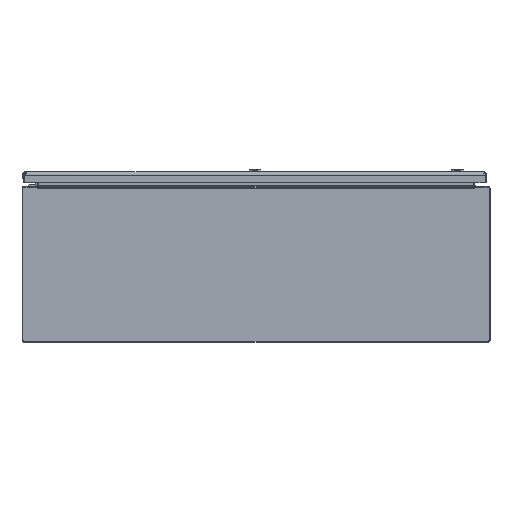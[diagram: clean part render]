
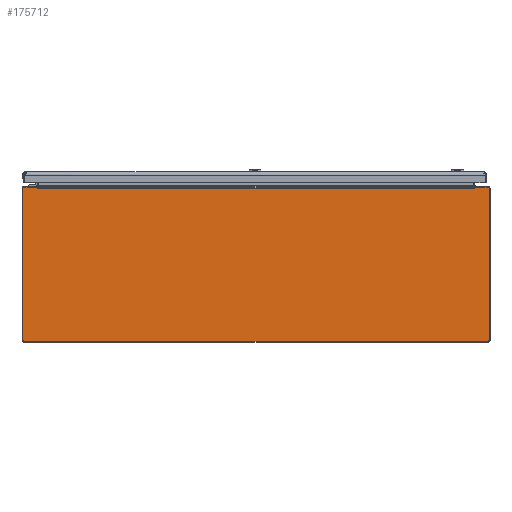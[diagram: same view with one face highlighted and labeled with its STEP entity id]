
A CAD part, front view. The second image highlights one B-rep face of the part: STEP entity #175712.
In plain terms, the highlighted planar face has unit normal (0, -1, 0).
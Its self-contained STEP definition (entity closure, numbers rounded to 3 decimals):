
#833 = VERTEX_POINT ( 'NONE', #154974 ) ;
#2204 = AXIS2_PLACEMENT_3D ( 'NONE', #57451, #43587, #133565 ) ;
#7929 = DIRECTION ( 'NONE',  ( 0., -1., 0. ) ) ;
#7943 = DIRECTION ( 'NONE',  ( 0., -1., 0. ) ) ;
#9485 = CARTESIAN_POINT ( 'NONE',  ( -16.828, -30., 5.937 ) ) ;
#13120 = VERTEX_POINT ( 'NONE', #176350 ) ;
#14203 = EDGE_CURVE ( 'NONE', #46717, #125439, #167155, .T. ) ;
#14526 = DIRECTION ( 'NONE',  ( 0., 0., -1. ) ) ;
#18162 = DIRECTION ( 'NONE',  ( 0., 0., 1. ) ) ;
#20111 = DIRECTION ( 'NONE',  ( -1., 0., 0. ) ) ;
#20436 = LINE ( 'NONE', #82724, #84689 ) ;
#22071 = LINE ( 'NONE', #84329, #65090 ) ;
#27068 = CIRCLE ( 'NONE', #2204, 0.08 ) ;
#31652 = CARTESIAN_POINT ( 'NONE',  ( 0., -30., 5.855 ) ) ;
#32122 = ORIENTED_EDGE ( 'NONE', *, *, #161291, .T. ) ;
#33130 = VERTEX_POINT ( 'NONE', #130253 ) ;
#33626 = EDGE_CURVE ( 'NONE', #60898, #46717, #22071, .T. ) ;
#34705 = CARTESIAN_POINT ( 'NONE',  ( 0., -30., 0. ) ) ;
#35277 = EDGE_LOOP ( 'NONE', ( #114794, #158569, #70334, #86518, #145472, #101202, #86159, #175441, #155291, #32122, #43038, #180814, #100885, #155599 ) ) ;
#36944 = EDGE_CURVE ( 'NONE', #153893, #833, #106719, .T. ) ;
#38595 = DIRECTION ( 'NONE',  ( 0., 0., -1. ) ) ;
#43038 = ORIENTED_EDGE ( 'NONE', *, *, #33626, .T. ) ;
#43587 = DIRECTION ( 'NONE',  ( 0., -1., 0. ) ) ;
#46717 = VERTEX_POINT ( 'NONE', #72457 ) ;
#50187 = EDGE_CURVE ( 'NONE', #93011, #78100, #27068, .T. ) ;
#53628 = EDGE_CURVE ( 'NONE', #195408, #153893, #20436, .T. ) ;
#55831 = CARTESIAN_POINT ( 'NONE',  ( 16.828, -30., 5.937 ) ) ;
#57451 = CARTESIAN_POINT ( 'NONE',  ( -17.857, -30., 5.857 ) ) ;
#58336 = DIRECTION ( 'NONE',  ( -0.174, 0., -0.985 ) ) ;
#59474 = EDGE_CURVE ( 'NONE', #160300, #13120, #127415, .T. ) ;
#60898 = VERTEX_POINT ( 'NONE', #83112 ) ;
#61741 = LINE ( 'NONE', #122038, #135582 ) ;
#64430 = CARTESIAN_POINT ( 'NONE',  ( 0., -30., 5.937 ) ) ;
#65090 = VECTOR ( 'NONE', #20111, 39.37 ) ;
#66345 = DIRECTION ( 'NONE',  ( 0., 0., -1. ) ) ;
#67101 = LINE ( 'NONE', #183845, #102170 ) ;
#70334 = ORIENTED_EDGE ( 'NONE', *, *, #105132, .T. ) ;
#70347 = EDGE_CURVE ( 'NONE', #33130, #158987, #61741, .T. ) ;
#70376 = AXIS2_PLACEMENT_3D ( 'NONE', #173316, #70385, #171355 ) ;
#70385 = DIRECTION ( 'NONE',  ( 0., -1., 0. ) ) ;
#72457 = CARTESIAN_POINT ( 'NONE',  ( 16.798, -30., 5.855 ) ) ;
#72981 = DIRECTION ( 'NONE',  ( 0., 0., -1. ) ) ;
#78100 = VERTEX_POINT ( 'NONE', #106664 ) ;
#79227 = FACE_OUTER_BOUND ( 'NONE', #35277, .T. ) ;
#82724 = CARTESIAN_POINT ( 'NONE',  ( 0., -30., -5.937 ) ) ;
#83112 = CARTESIAN_POINT ( 'NONE',  ( 16.814, -30., 5.855 ) ) ;
#84329 = CARTESIAN_POINT ( 'NONE',  ( 16.806, -30., 5.855 ) ) ;
#84689 = VECTOR ( 'NONE', #156918, 39.37 ) ;
#86159 = ORIENTED_EDGE ( 'NONE', *, *, #135171, .T. ) ;
#86518 = ORIENTED_EDGE ( 'NONE', *, *, #174562, .T. ) ;
#89343 = VECTOR ( 'NONE', #128324, 39.37 ) ;
#89698 = LINE ( 'NONE', #150018, #104241 ) ;
#91979 = DIRECTION ( 'NONE',  ( -1., 0., 0. ) ) ;
#93011 = VERTEX_POINT ( 'NONE', #186004 ) ;
#100885 = ORIENTED_EDGE ( 'NONE', *, *, #147287, .T. ) ;
#101202 = ORIENTED_EDGE ( 'NONE', *, *, #36944, .T. ) ;
#102170 = VECTOR ( 'NONE', #170004, 39.37 ) ;
#103801 = LINE ( 'NONE', #164128, #135819 ) ;
#104241 = VECTOR ( 'NONE', #14526, 39.37 ) ;
#105132 = EDGE_CURVE ( 'NONE', #78100, #187072, #89698, .T. ) ;
#106664 = CARTESIAN_POINT ( 'NONE',  ( -17.937, -30., 5.857 ) ) ;
#106719 = CIRCLE ( 'NONE', #166709, 0.08 ) ;
#109858 = PLANE ( 'NONE',  #146366 ) ;
#114163 = CARTESIAN_POINT ( 'NONE',  ( -16.798, -30., 5.855 ) ) ;
#114238 = VECTOR ( 'NONE', #91979, 39.37 ) ;
#114794 = ORIENTED_EDGE ( 'NONE', *, *, #171791, .T. ) ;
#115431 = CARTESIAN_POINT ( 'NONE',  ( 0., -30., 5.937 ) ) ;
#115526 = DIRECTION ( 'NONE',  ( 0., -1., 0. ) ) ;
#116322 = EDGE_CURVE ( 'NONE', #13120, #119158, #152444, .T. ) ;
#119158 = VERTEX_POINT ( 'NONE', #55831 ) ;
#122038 = CARTESIAN_POINT ( 'NONE',  ( -16.814, -30., 5.855 ) ) ;
#122924 = CARTESIAN_POINT ( 'NONE',  ( -17.937, -30., -5.857 ) ) ;
#125439 = VERTEX_POINT ( 'NONE', #114163 ) ;
#127415 = CIRCLE ( 'NONE', #165409, 0.08 ) ;
#128324 = DIRECTION ( 'NONE',  ( -1., 0., 0. ) ) ;
#130253 = CARTESIAN_POINT ( 'NONE',  ( -16.814, -30., 5.855 ) ) ;
#133565 = DIRECTION ( 'NONE',  ( 0., 0., -1. ) ) ;
#135171 = EDGE_CURVE ( 'NONE', #833, #160300, #154622, .T. ) ;
#135582 = VECTOR ( 'NONE', #139814, 39.37 ) ;
#135819 = VECTOR ( 'NONE', #58336, 39.37 ) ;
#137851 = CARTESIAN_POINT ( 'NONE',  ( 17.937, -30., 5.857 ) ) ;
#139814 = DIRECTION ( 'NONE',  ( -0.174, 0., 0.985 ) ) ;
#145472 = ORIENTED_EDGE ( 'NONE', *, *, #53628, .T. ) ;
#146366 = AXIS2_PLACEMENT_3D ( 'NONE', #34705, #7929, #66345 ) ;
#147287 = EDGE_CURVE ( 'NONE', #125439, #33130, #67101, .T. ) ;
#150018 = CARTESIAN_POINT ( 'NONE',  ( -17.937, -30., 0. ) ) ;
#152444 = LINE ( 'NONE', #64430, #190332 ) ;
#153893 = VERTEX_POINT ( 'NONE', #160871 ) ;
#154622 = LINE ( 'NONE', #186270, #161531 ) ;
#154974 = CARTESIAN_POINT ( 'NONE',  ( 17.937, -30., -5.857 ) ) ;
#155291 = ORIENTED_EDGE ( 'NONE', *, *, #116322, .T. ) ;
#155599 = ORIENTED_EDGE ( 'NONE', *, *, #70347, .T. ) ;
#156918 = DIRECTION ( 'NONE',  ( 1., 0., 0. ) ) ;
#158569 = ORIENTED_EDGE ( 'NONE', *, *, #50187, .T. ) ;
#158982 = LINE ( 'NONE', #115431, #89343 ) ;
#158987 = VERTEX_POINT ( 'NONE', #9485 ) ;
#160300 = VERTEX_POINT ( 'NONE', #137851 ) ;
#160871 = CARTESIAN_POINT ( 'NONE',  ( 17.857, -30., -5.937 ) ) ;
#161291 = EDGE_CURVE ( 'NONE', #119158, #60898, #103801, .T. ) ;
#161531 = VECTOR ( 'NONE', #18162, 39.37 ) ;
#164128 = CARTESIAN_POINT ( 'NONE',  ( 16.828, -30., 5.937 ) ) ;
#165250 = CIRCLE ( 'NONE', #70376, 0.08 ) ;
#165409 = AXIS2_PLACEMENT_3D ( 'NONE', #192682, #115526, #72981 ) ;
#166709 = AXIS2_PLACEMENT_3D ( 'NONE', #175065, #7943, #38595 ) ;
#167155 = LINE ( 'NONE', #31652, #114238 ) ;
#170004 = DIRECTION ( 'NONE',  ( -1., 0., 0. ) ) ;
#171355 = DIRECTION ( 'NONE',  ( 0., 0., -1. ) ) ;
#171791 = EDGE_CURVE ( 'NONE', #158987, #93011, #158982, .T. ) ;
#173316 = CARTESIAN_POINT ( 'NONE',  ( -17.857, -30., -5.857 ) ) ;
#174562 = EDGE_CURVE ( 'NONE', #187072, #195408, #165250, .T. ) ;
#175065 = CARTESIAN_POINT ( 'NONE',  ( 17.857, -30., -5.857 ) ) ;
#175441 = ORIENTED_EDGE ( 'NONE', *, *, #59474, .T. ) ;
#175712 = ADVANCED_FACE ( 'NONE', ( #79227 ), #109858, .T. ) ;
#176350 = CARTESIAN_POINT ( 'NONE',  ( 17.857, -30., 5.937 ) ) ;
#180814 = ORIENTED_EDGE ( 'NONE', *, *, #14203, .T. ) ;
#182131 = DIRECTION ( 'NONE',  ( -1., 0., 0. ) ) ;
#183845 = CARTESIAN_POINT ( 'NONE',  ( 0., -30., 5.855 ) ) ;
#186004 = CARTESIAN_POINT ( 'NONE',  ( -17.857, -30., 5.937 ) ) ;
#186270 = CARTESIAN_POINT ( 'NONE',  ( 17.937, -30., 0. ) ) ;
#187072 = VERTEX_POINT ( 'NONE', #122924 ) ;
#190332 = VECTOR ( 'NONE', #182131, 39.37 ) ;
#190864 = CARTESIAN_POINT ( 'NONE',  ( -17.857, -30., -5.937 ) ) ;
#192682 = CARTESIAN_POINT ( 'NONE',  ( 17.857, -30., 5.857 ) ) ;
#195408 = VERTEX_POINT ( 'NONE', #190864 ) ;
